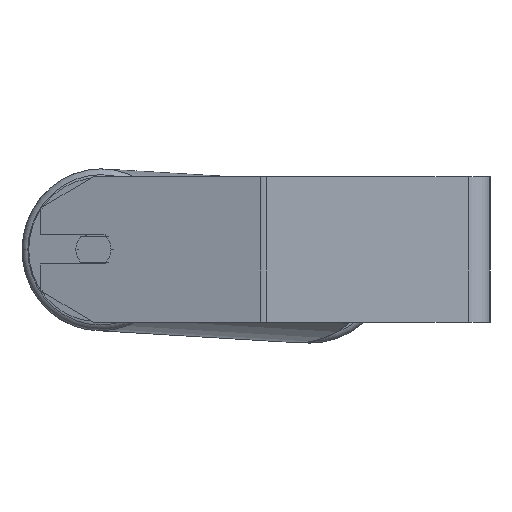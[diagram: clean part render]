
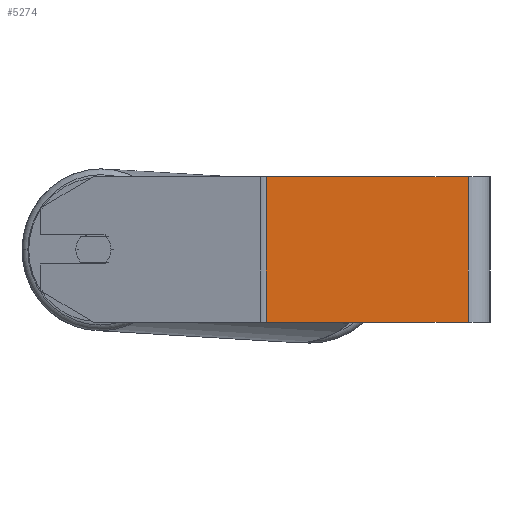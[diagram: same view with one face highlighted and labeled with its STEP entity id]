
A CAD part, left-side view. The second image highlights one B-rep face of the part: STEP entity #5274.
In plain terms, the highlighted planar face has unit normal (-1, 0, 0).
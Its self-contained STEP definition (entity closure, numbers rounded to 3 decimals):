
#295 = ORIENTED_EDGE ( 'NONE', *, *, #4973, .T. ) ;
#793 = VERTEX_POINT ( 'NONE', #5719 ) ;
#852 = DIRECTION ( 'NONE',  ( 0., 0., -1. ) ) ;
#1067 = ORIENTED_EDGE ( 'NONE', *, *, #4164, .F. ) ;
#1227 = CARTESIAN_POINT ( 'NONE',  ( -700., 124.517, 40. ) ) ;
#1818 = DIRECTION ( 'NONE',  ( 0., -1., 0. ) ) ;
#1889 = VERTEX_POINT ( 'NONE', #7647 ) ;
#2007 = CARTESIAN_POINT ( 'NONE',  ( -700., 12., 40. ) ) ;
#2379 = VECTOR ( 'NONE', #3995, 1000. ) ;
#2543 = DIRECTION ( 'NONE',  ( 0., 0., -1. ) ) ;
#3190 = VERTEX_POINT ( 'NONE', #2007 ) ;
#3450 = DIRECTION ( 'NONE',  ( 1., 0., 0. ) ) ;
#3853 = LINE ( 'NONE', #6516, #4379 ) ;
#3995 = DIRECTION ( 'NONE',  ( 0., -1., 0. ) ) ;
#4164 = EDGE_CURVE ( 'NONE', #3190, #793, #5202, .T. ) ;
#4379 = VECTOR ( 'NONE', #1818, 1000. ) ;
#4705 = EDGE_CURVE ( 'NONE', #1889, #7344, #7416, .T. ) ;
#4763 = ORIENTED_EDGE ( 'NONE', *, *, #8108, .F. ) ;
#4973 = EDGE_CURVE ( 'NONE', #7344, #793, #3853, .T. ) ;
#5126 = CARTESIAN_POINT ( 'NONE',  ( -700., 12., 40. ) ) ;
#5202 = LINE ( 'NONE', #5126, #7250 ) ;
#5273 = DIRECTION ( 'NONE',  ( 0., 0., -1. ) ) ;
#5274 = ADVANCED_FACE ( 'NONE', ( #6909 ), #7494, .F. ) ;
#5392 = CARTESIAN_POINT ( 'NONE',  ( -700., 122.937, -40. ) ) ;
#5399 = EDGE_LOOP ( 'NONE', ( #295, #1067, #4763, #7945 ) ) ;
#5719 = CARTESIAN_POINT ( 'NONE',  ( -700., 12., -40. ) ) ;
#6358 = AXIS2_PLACEMENT_3D ( 'NONE', #7580, #3450, #852 ) ;
#6516 = CARTESIAN_POINT ( 'NONE',  ( -700., 124.517, -40. ) ) ;
#6909 = FACE_OUTER_BOUND ( 'NONE', #5399, .T. ) ;
#7250 = VECTOR ( 'NONE', #2543, 1000. ) ;
#7344 = VERTEX_POINT ( 'NONE', #5392 ) ;
#7373 = CARTESIAN_POINT ( 'NONE',  ( -700., 122.937, 40. ) ) ;
#7416 = LINE ( 'NONE', #7373, #8096 ) ;
#7494 = PLANE ( 'NONE',  #6358 ) ;
#7580 = CARTESIAN_POINT ( 'NONE',  ( -700., 124.517, 40. ) ) ;
#7647 = CARTESIAN_POINT ( 'NONE',  ( -700., 122.937, 40. ) ) ;
#7945 = ORIENTED_EDGE ( 'NONE', *, *, #4705, .T. ) ;
#8041 = LINE ( 'NONE', #1227, #2379 ) ;
#8096 = VECTOR ( 'NONE', #5273, 1000. ) ;
#8108 = EDGE_CURVE ( 'NONE', #1889, #3190, #8041, .T. ) ;
